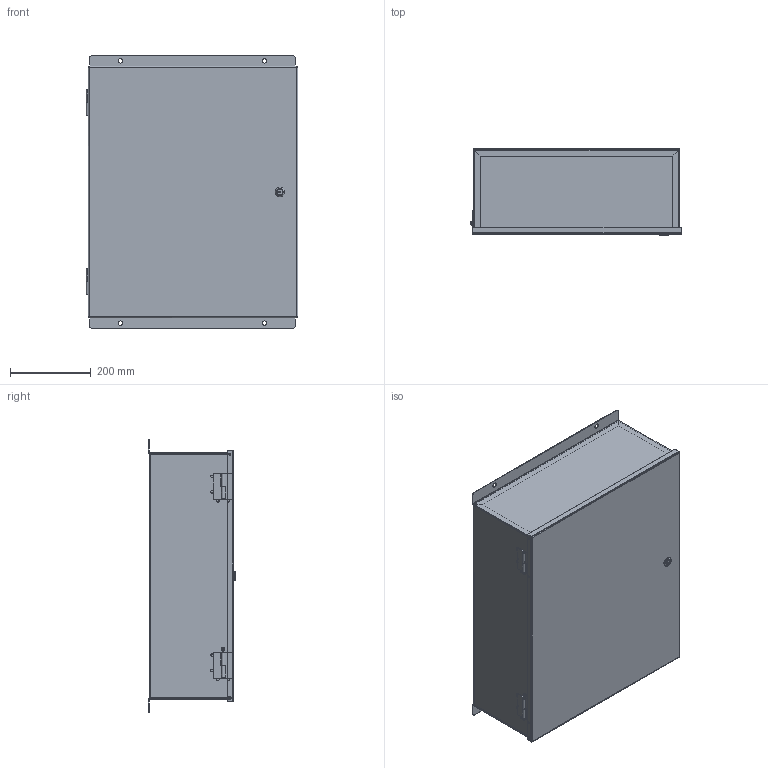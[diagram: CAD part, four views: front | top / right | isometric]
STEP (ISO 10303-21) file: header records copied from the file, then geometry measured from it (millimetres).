
FILE_DESCRIPTION( ( 'Unknown' ), '1' );
FILE_NAME( 'K242008_16GA_QT.stp', 'Unknown', ( 'Unknown' ), ( 'Unknown' ), 'PSStep 16.0.42', 'Unknown', ' ' );
FILE_SCHEMA( ( 'AUTOMOTIVE_DESIGN { 1 0 10303 214 1 1 1 1 }' ) );
Length unit declared in the file: millimetre
Products named in the file (23): LOCK AVEC TOURNEVIS TYPE 4-12 SANS CAME; HOSING-oa0; INSERT POUR TOURNEVIS-oa1; NOIX DE FIXATION-oa2; Oring-oa3; Oring-oa4; SEAL BLANC-oa5; STOPPER DESSOUS-oa6; VIS DE RETENUE DE LA CAME-oa7; A11KK; CAME K; K242008_16GA_BOITIER; 10-32 x 0.312-FENTE-carré; Penture K Acier - GAUCHE_boitier; 0.375-16 x 0.750 AC_CKL 118-510-340; Kxx2008B_14GA; Kxx2008H_14GA; K242008B_16GA; K2420_14GA_COUVERCLE_QT; Penture K Acier - GAUCHE_porte; K2420C_14GA_QT; Assem1; AKP2420_14GA
Assembly tree (27 placements, depth 5):
  Assem1
    AKP2420_14GA
    K2420_14GA_COUVERCLE_QT
      Penture K Acier - GAUCHE_porte  x2
      K2420C_14GA_QT
      A11KK
        CAME K
        LOCK AVEC TOURNEVIS TYPE 4-12 SANS CAME
          HOSING-oa0
          INSERT POUR TOURNEVIS-oa1
          NOIX DE FIXATION-oa2
          Oring-oa3
          Oring-oa4
          SEAL BLANC-oa5
          STOPPER DESSOUS-oa6
          VIS DE RETENUE DE LA CAME-oa7
    K242008_16GA_BOITIER
      10-32 x 0.312-FENTE-carré
      Penture K Acier - GAUCHE_boitier  x2
      0.375-16 x 0.750 AC_CKL 118-510-340  x4
      Kxx2008B_14GA
      Kxx2008H_14GA
      K242008B_16GA
Bounding box: 522.91 x 215.29 x 673.1 mm (x, y, z)
Volume: 2606358.1 mm3; surface area: 2985785.3 mm2
Topology: 23 solids, 23 shells, 1242 faces, 2985 edges, 1918 vertices
Faces by surface type: plane 749, cylinder 206, extrusion 112, bspline 110, torus 33, cone 27, sphere 5
Full cylindrical faces by diameter (mm): 0.346 x1, 0.794 x4, 3.023 x4, 3.175 x4, 4.394 x2, 4.775 x2, 4.801 x1, 4.837 x1, 6.096 x2, 6.223 x8, 6.35 x8, 6.985 x1, 7.137 x1, 8.966 x4, 9.525 x5, 9.881 x1, 10.084 x1, 11.1 x4, 11.176 x1, 11.862 x1, 12.192 x1, 12.827 x1, 14.275 x4, 15.748 x1, 15.799 x1, 16.192 x4, 17.462 x1, 22.86 x1
Entity records: 77786 total; most frequent: CARTESIAN_POINT 43264, ORIENTED_EDGE 5426, DIRECTION 4179, EDGE_CURVE 2713, VERTEX_POINT 1802, EDGE_LOOP 1437, AXIS2_PLACEMENT_3D 1414, VECTOR 1351
